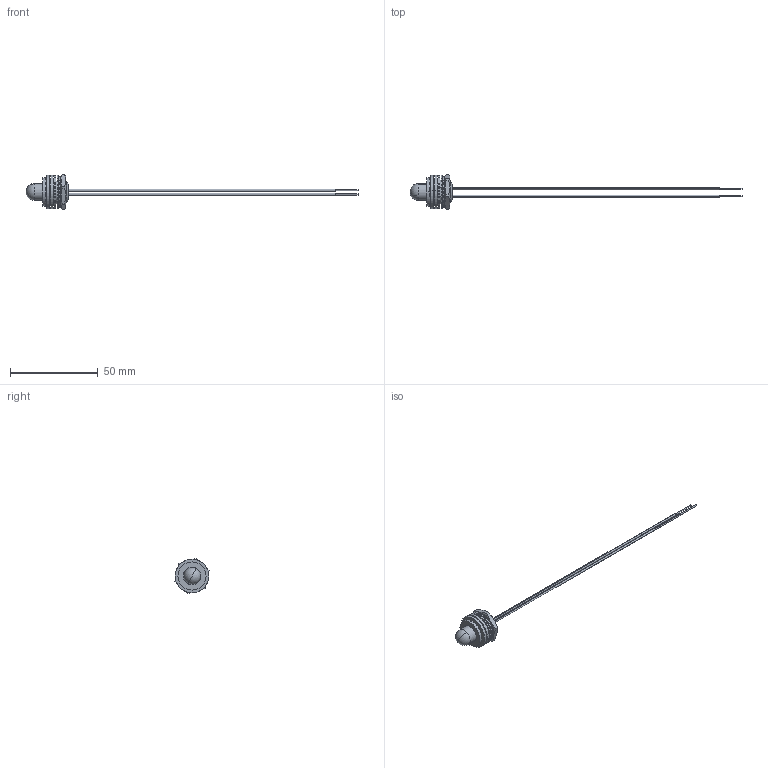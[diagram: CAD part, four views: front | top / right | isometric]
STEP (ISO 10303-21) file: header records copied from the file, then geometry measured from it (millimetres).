
FILE_DESCRIPTION (( 'STEP AP214' ), '1' );
FILE_NAME ('1732_Series.STEP', '2020-05-21T16:43:30', ( 'user' ), ( 'Microsoft' ), 'SwSTEP 2.0', 'SolidWorks 2018', '' );
FILE_SCHEMA (( 'AUTOMOTIVE_DESIGN' ));
Length unit declared in the file: inch
Products named in the file (8): 1732_Series; WIRE UL1061 PB AWG 22_6"; HN1732^1732_Series; LW1732^1732_Series; NW1732; MW1732; MB403-Cx; 500565
Assembly tree (10 placements, depth 2):
  1732_Series
    500565
    MB403-Cx
    MW1732  x2
    NW1732  x2
    LW1732^1732_Series
    HN1732^1732_Series
    WIRE UL1061 PB AWG 22_6"  x2
Bounding box: 189.33 x 19.68 x 19.97 mm (x, y, z)
Volume: 2921.3 mm3; surface area: 7388.2 mm2
Topology: 12 solids, 12 shells, 366 faces, 802 edges, 462 vertices
Faces by surface type: plane 240, cone 52, cylinder 49, sphere 20, bspline 3, torus 2
Entity records: 11690 total; most frequent: CARTESIAN_POINT 3789, DIRECTION 1609, ORIENTED_EDGE 1516, EDGE_CURVE 758, AXIS2_PLACEMENT_3D 594, VERTEX_POINT 434, LINE 421, VECTOR 421
